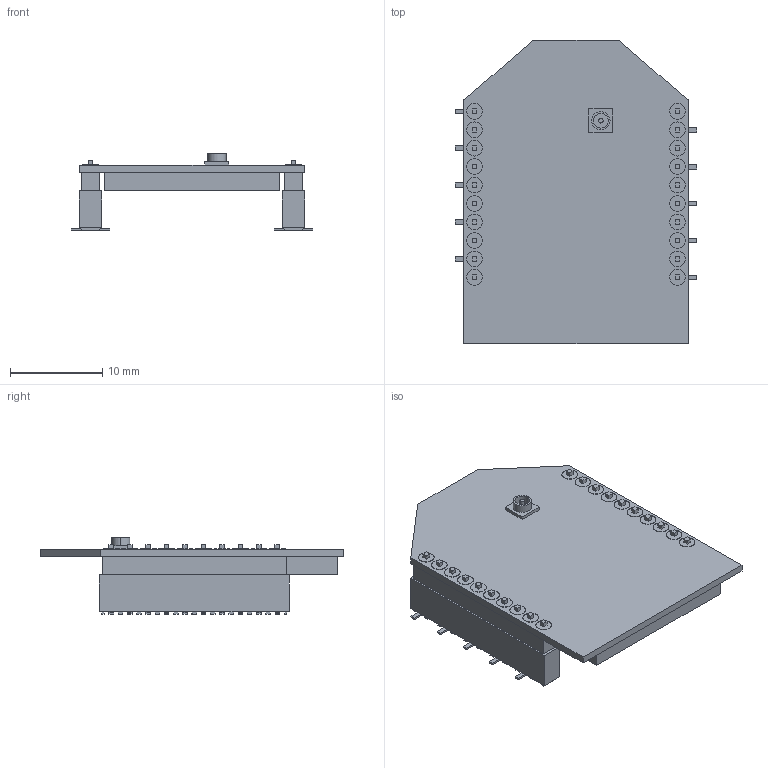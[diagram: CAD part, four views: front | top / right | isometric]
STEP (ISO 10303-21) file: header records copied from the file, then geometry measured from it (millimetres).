
FILE_DESCRIPTION (( 'STEP AP214' ), '1' );
FILE_NAME ('XBP24-AUI_socket_SMD.STEP', '2018-09-10T18:43:09', ( '' ), ( '' ), 'SwSTEP 2.0', 'SolidWorks 2018', '' );
FILE_SCHEMA (( 'AUTOMOTIVE_DESIGN' ));
Length unit declared in the file: millimetre
Products named in the file (6): XBP24-AUI; XBP24-AUI_socket_SMD; BF090-10-A-1-N.STEP; BF090-Contact.STEP; BF090-10way-Insulator.STEP; BF090-10-A-1-N
Assembly tree (15 placements, depth 4):
  XBP24-AUI_socket_SMD
    XBP24-AUI
    BF090-10-A-1-N  x2
      BF090-10-A-1-N.STEP
        BF090-10way-Insulator.STEP
        BF090-Contact.STEP  x10
Bounding box: 26.2 x 32.94 x 8.34 mm (x, y, z)
Volume: 1942 mm3; surface area: 3224.4 mm2
Topology: 23 solids, 23 shells, 843 faces, 2012 edges, 1288 vertices
Faces by surface type: plane 797, cylinder 46
Entity records: 19374 total; most frequent: CARTESIAN_POINT 2736, ORIENTED_EDGE 2640, DIRECTION 2564, EDGE_CURVE 1320, LINE 1228, VECTOR 1228, VERTEX_POINT 840, AXIS2_PLACEMENT_3D 668
